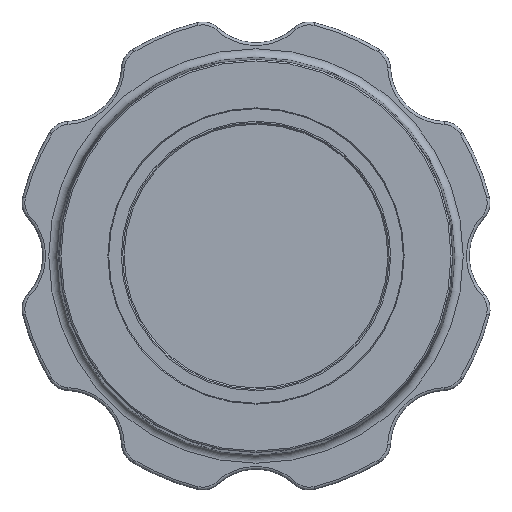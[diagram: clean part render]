
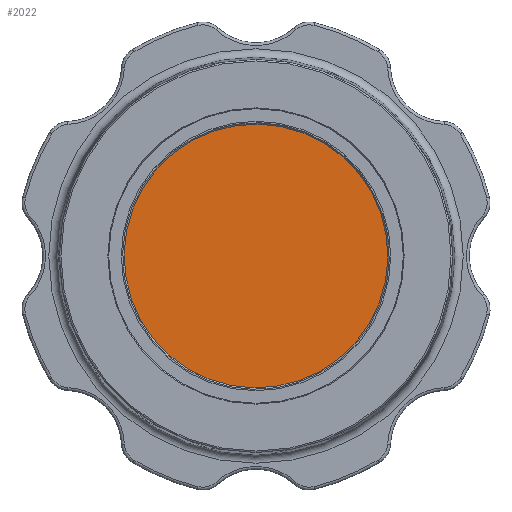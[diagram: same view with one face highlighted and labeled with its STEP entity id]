
A CAD part, left-side view. The second image highlights one B-rep face of the part: STEP entity #2022.
In plain terms, the highlighted planar face has unit normal (-1, 0, 0).
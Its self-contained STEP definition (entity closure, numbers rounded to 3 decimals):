
#1999=CARTESIAN_POINT('',(-50.5,46.464,-7.079));
#2000=VERTEX_POINT('',#1999);
#2001=CARTESIAN_POINT('',(-50.5,0.,0.));
#2002=DIRECTION('',(-1.,0.,0.));
#2003=DIRECTION('',(0.,0.989,-0.151));
#2004=AXIS2_PLACEMENT_3D('',#2001,#2002,#2003);
#2005=CIRCLE('',#2004,47.);
#2006=EDGE_CURVE('',#2000,#2000,#2005,.T.);
#2014=CARTESIAN_POINT('',(-50.5,23.232,-3.54));
#2015=DIRECTION('',(-1.0,0.0,0.0));
#2016=DIRECTION('',(0.0,0.151,0.989));
#2017=AXIS2_PLACEMENT_3D('',#2014,#2015,#2016);
#2018=PLANE('',#2017);
#2019=ORIENTED_EDGE('',*,*,#2006,.T.);
#2020=EDGE_LOOP('',(#2019));
#2021=FACE_OUTER_BOUND('',#2020,.T.);
#2022=ADVANCED_FACE('',(#2021),#2018,.T.);
